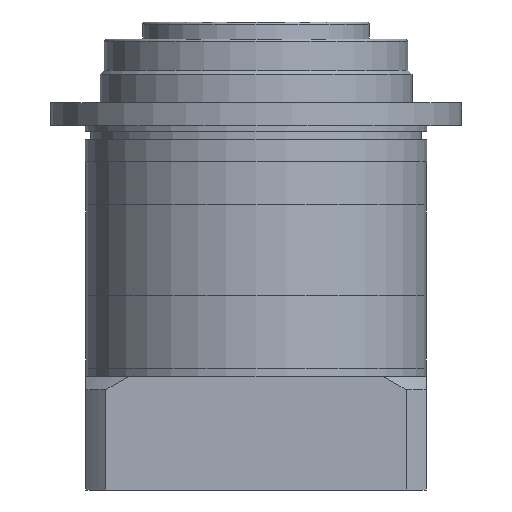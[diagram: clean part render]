
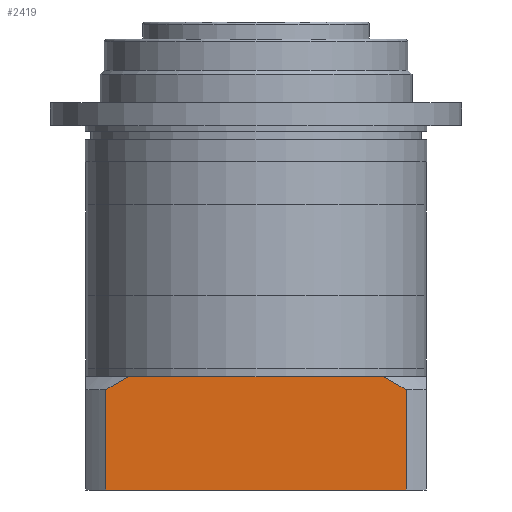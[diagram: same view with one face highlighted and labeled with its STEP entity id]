
A CAD part, front view. The second image highlights one B-rep face of the part: STEP entity #2419.
In plain terms, the highlighted planar face has unit normal (0, -1, 0).
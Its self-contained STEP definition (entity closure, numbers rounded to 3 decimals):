
#58 = VECTOR ( 'NONE', #1766, 1000. ) ;
#125 = CARTESIAN_POINT ( 'NONE',  ( -52.915, -60., -40. ) ) ;
#263 = B_SPLINE_CURVE_WITH_KNOTS ( 'NONE', 3,
 ( #4637, #2728, #5934, #2088 ),
 .UNSPECIFIED., .F., .F.,
 ( 4, 4 ),
 ( 0., 0.009 ),
 .UNSPECIFIED. ) ;
#329 = LINE ( 'NONE', #1706, #732 ) ;
#432 = EDGE_CURVE ( 'NONE', #3562, #3499, #2447, .T. ) ;
#490 = VECTOR ( 'NONE', #8284, 1000. ) ;
#706 = EDGE_CURVE ( 'NONE', #7837, #4301, #5529, .T. ) ;
#732 = VECTOR ( 'NONE', #6215, 1000. ) ;
#849 = CARTESIAN_POINT ( 'NONE',  ( -52.915, -60., -40. ) ) ;
#1096 = CARTESIAN_POINT ( 'NONE',  ( 52.915, -60., 0. ) ) ;
#1498 = FACE_OUTER_BOUND ( 'NONE', #6046, .T. ) ;
#1706 = CARTESIAN_POINT ( 'NONE',  ( 52.915, -60., -40. ) ) ;
#1766 = DIRECTION ( 'NONE',  ( -1., 0., 0. ) ) ;
#1818 = EDGE_CURVE ( 'NONE', #2727, #8060, #2877, .T. ) ;
#1908 = ORIENTED_EDGE ( 'NONE', *, *, #1818, .F. ) ;
#2088 = CARTESIAN_POINT ( 'NONE',  ( -52.915, -60., -4.663 ) ) ;
#2371 = CARTESIAN_POINT ( 'NONE',  ( -45., -60., 0. ) ) ;
#2419 = ADVANCED_FACE ( 'NONE', ( #1498 ), #4408, .F. ) ;
#2447 = LINE ( 'NONE', #1096, #490 ) ;
#2684 = VECTOR ( 'NONE', #5786, 1000. ) ;
#2727 = VERTEX_POINT ( 'NONE', #849 ) ;
#2728 = CARTESIAN_POINT ( 'NONE',  ( -47.673, -60., -1.496 ) ) ;
#2799 = EDGE_CURVE ( 'NONE', #6275, #7837, #6886, .T. ) ;
#2877 = LINE ( 'NONE', #125, #2684 ) ;
#2967 = EDGE_CURVE ( 'NONE', #4301, #3562, #6992, .T. ) ;
#3055 = ORIENTED_EDGE ( 'NONE', *, *, #2967, .T. ) ;
#3166 = CARTESIAN_POINT ( 'NONE',  ( 52.915, -60., -40. ) ) ;
#3393 = CARTESIAN_POINT ( 'NONE',  ( 52.915, -60., -40. ) ) ;
#3499 = VERTEX_POINT ( 'NONE', #2371 ) ;
#3562 = VERTEX_POINT ( 'NONE', #7589 ) ;
#3631 = CARTESIAN_POINT ( 'NONE',  ( 52.915, -60., -4.663 ) ) ;
#3724 = CARTESIAN_POINT ( 'NONE',  ( 52.915, -60., 0. ) ) ;
#3965 = ORIENTED_EDGE ( 'NONE', *, *, #706, .T. ) ;
#4028 = AXIS2_PLACEMENT_3D ( 'NONE', #3166, #8346, #4433 ) ;
#4103 = CARTESIAN_POINT ( 'NONE',  ( 52.915, -60., -4.663 ) ) ;
#4301 = VERTEX_POINT ( 'NONE', #5458 ) ;
#4408 = PLANE ( 'NONE',  #4028 ) ;
#4433 = DIRECTION ( 'NONE',  ( 0., 0., 1. ) ) ;
#4523 = CARTESIAN_POINT ( 'NONE',  ( 50.308, -60., -3.055 ) ) ;
#4548 = ORIENTED_EDGE ( 'NONE', *, *, #5047, .T. ) ;
#4637 = CARTESIAN_POINT ( 'NONE',  ( -45., -60., 0. ) ) ;
#4967 = CARTESIAN_POINT ( 'NONE',  ( 47.673, -60., -1.496 ) ) ;
#4991 = CARTESIAN_POINT ( 'NONE',  ( 45., -60., 0. ) ) ;
#5047 = EDGE_CURVE ( 'NONE', #3499, #8060, #263, .T. ) ;
#5458 = CARTESIAN_POINT ( 'NONE',  ( 45., -60., 0. ) ) ;
#5529 = B_SPLINE_CURVE_WITH_KNOTS ( 'NONE', 3,
 ( #4103, #4523, #4967, #4991 ),
 .UNSPECIFIED., .F., .F.,
 ( 4, 4 ),
 ( 0., 0.009 ),
 .UNSPECIFIED. ) ;
#5786 = DIRECTION ( 'NONE',  ( 0., 0., 1. ) ) ;
#5934 = CARTESIAN_POINT ( 'NONE',  ( -50.308, -60., -3.055 ) ) ;
#6046 = EDGE_LOOP ( 'NONE', ( #8356, #3965, #3055, #7224, #4548, #1908, #7274 ) ) ;
#6215 = DIRECTION ( 'NONE',  ( -1., 0., 0. ) ) ;
#6275 = VERTEX_POINT ( 'NONE', #3393 ) ;
#6672 = VECTOR ( 'NONE', #6749, 1000. ) ;
#6749 = DIRECTION ( 'NONE',  ( 0., 0., 1. ) ) ;
#6886 = LINE ( 'NONE', #7431, #6672 ) ;
#6992 = LINE ( 'NONE', #3724, #58 ) ;
#7064 = EDGE_CURVE ( 'NONE', #6275, #2727, #329, .T. ) ;
#7224 = ORIENTED_EDGE ( 'NONE', *, *, #432, .T. ) ;
#7274 = ORIENTED_EDGE ( 'NONE', *, *, #7064, .F. ) ;
#7431 = CARTESIAN_POINT ( 'NONE',  ( 52.915, -60., -40. ) ) ;
#7589 = CARTESIAN_POINT ( 'NONE',  ( 0., -60., 0. ) ) ;
#7837 = VERTEX_POINT ( 'NONE', #3631 ) ;
#7852 = CARTESIAN_POINT ( 'NONE',  ( -52.915, -60., -4.663 ) ) ;
#8060 = VERTEX_POINT ( 'NONE', #7852 ) ;
#8284 = DIRECTION ( 'NONE',  ( -1., 0., 0. ) ) ;
#8346 = DIRECTION ( 'NONE',  ( 0., 1., 0. ) ) ;
#8356 = ORIENTED_EDGE ( 'NONE', *, *, #2799, .T. ) ;
